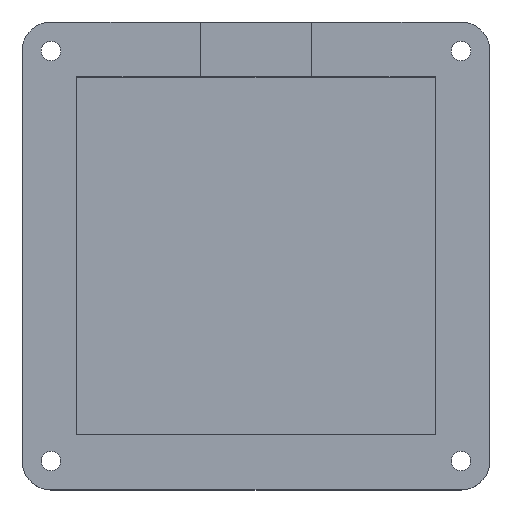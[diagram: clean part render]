
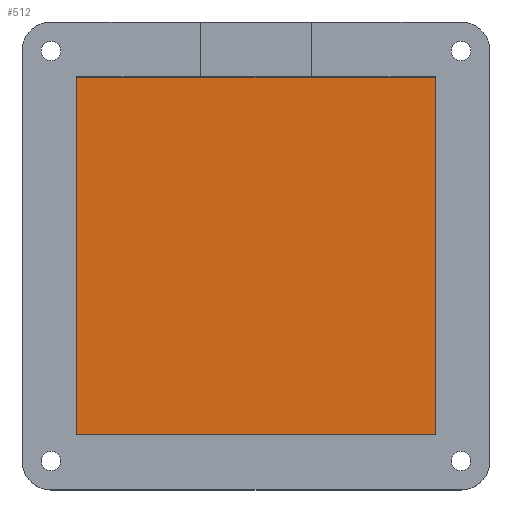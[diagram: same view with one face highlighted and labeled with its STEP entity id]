
A CAD part, top view. The second image highlights one B-rep face of the part: STEP entity #512.
In plain terms, the highlighted planar face has unit normal (0, 0, 1).
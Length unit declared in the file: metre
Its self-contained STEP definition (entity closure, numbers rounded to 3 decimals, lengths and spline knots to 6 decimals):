
#160=ORIENTED_EDGE('',*,*,#231,.F.);
#161=ORIENTED_EDGE('',*,*,#226,.T.);
#162=ORIENTED_EDGE('',*,*,#236,.T.);
#163=ORIENTED_EDGE('',*,*,#234,.F.);
#226=EDGE_CURVE('',#282,#283,#315,.T.);
#231=EDGE_CURVE('',#282,#286,#320,.T.);
#234=EDGE_CURVE('',#286,#287,#323,.T.);
#236=EDGE_CURVE('',#283,#287,#325,.T.);
#282=VERTEX_POINT('',#848);
#283=VERTEX_POINT('',#849);
#286=VERTEX_POINT('',#858);
#287=VERTEX_POINT('',#863);
#315=LINE('',#847,#355);
#320=LINE('',#857,#360);
#323=LINE('',#862,#363);
#325=LINE('',#866,#365);
#355=VECTOR('',#700,1.);
#360=VECTOR('',#707,1.);
#363=VECTOR('',#712,1.);
#365=VECTOR('',#716,1.);
#414=EDGE_LOOP('',(#160,#161,#162,#163));
#464=FACE_BOUND('',#414,.T.);
#482=PLANE('',#579);
#512=ADVANCED_FACE('',(#464),#482,.T.);
#579=AXIS2_PLACEMENT_3D('',#870,#723,#724);
#700=DIRECTION('',(0.,-1.,0.));
#707=DIRECTION('',(1.,0.,0.));
#712=DIRECTION('',(0.,-1.,0.));
#716=DIRECTION('',(1.,0.,0.));
#723=DIRECTION('',(0.,0.,1.));
#724=DIRECTION('',(1.,0.,0.));
#847=CARTESIAN_POINT('',(-0.03098,0.,0.003));
#848=CARTESIAN_POINT('',(-0.03098,0.03098,0.003));
#849=CARTESIAN_POINT('',(-0.03098,-0.03098,0.003));
#857=CARTESIAN_POINT('',(0.,0.03098,0.003));
#858=CARTESIAN_POINT('',(0.03098,0.03098,0.003));
#862=CARTESIAN_POINT('',(0.03098,0.,0.003));
#863=CARTESIAN_POINT('',(0.03098,-0.03098,0.003));
#866=CARTESIAN_POINT('',(0.,-0.03098,0.003));
#870=CARTESIAN_POINT('',(0.,0.,0.003));
